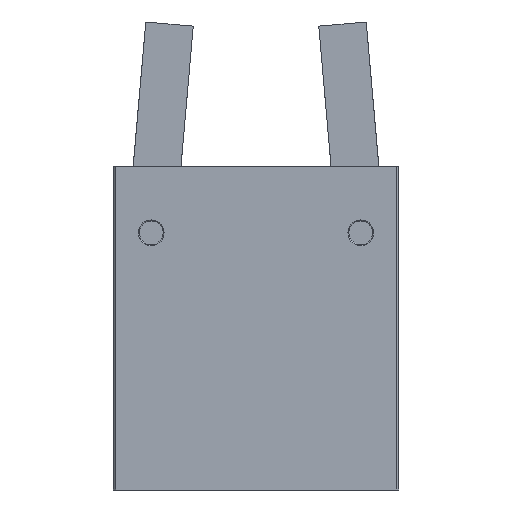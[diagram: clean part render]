
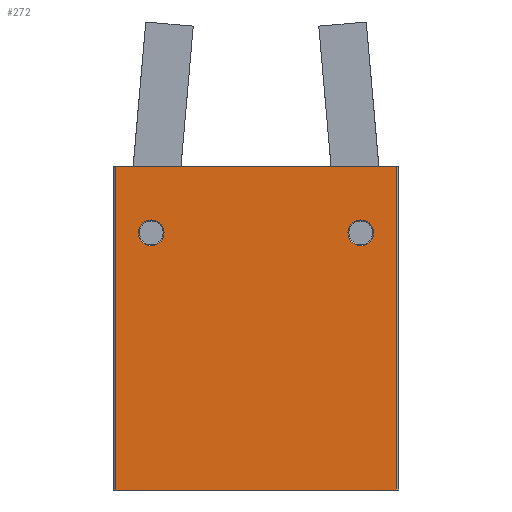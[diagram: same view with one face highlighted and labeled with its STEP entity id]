
A CAD part, left-side view. The second image highlights one B-rep face of the part: STEP entity #272.
In plain terms, the highlighted face is planar.
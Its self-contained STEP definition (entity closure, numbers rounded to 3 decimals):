
#272 = ADVANCED_FACE( '', ( #600, #601, #602 ), #603, .F. );
#600 = FACE_BOUND( '', #1014, .T. );
#601 = FACE_BOUND( '', #1015, .T. );
#602 = FACE_OUTER_BOUND( '', #1016, .T. );
#603 = PLANE( '', #1017 );
#1014 = EDGE_LOOP( '', ( #1582 ) );
#1015 = EDGE_LOOP( '', ( #1583 ) );
#1016 = EDGE_LOOP( '', ( #1584, #1585, #1586, #1587 ) );
#1017 = AXIS2_PLACEMENT_3D( '', #1588, #1589, #1590 );
#1582 = ORIENTED_EDGE( '', *, *, #2215, .F. );
#1583 = ORIENTED_EDGE( '', *, *, #2233, .F. );
#1584 = ORIENTED_EDGE( '', *, *, #2348, .T. );
#1585 = ORIENTED_EDGE( '', *, *, #2349, .F. );
#1586 = ORIENTED_EDGE( '', *, *, #2350, .F. );
#1587 = ORIENTED_EDGE( '', *, *, #2351, .T. );
#1588 = CARTESIAN_POINT( '', ( 68., 29.5, 20. ) );
#1589 = DIRECTION( '', ( 0., 0., -1. ) );
#1590 = DIRECTION( '', ( -1., 0., 0. ) );
#2215 = EDGE_CURVE( '', #2592, #2592, #2593, .T. );
#2233 = EDGE_CURVE( '', #2624, #2624, #2625, .T. );
#2348 = EDGE_CURVE( '', #2811, #2812, #2813, .T. );
#2349 = EDGE_CURVE( '', #2814, #2812, #2815, .T. );
#2350 = EDGE_CURVE( '', #2816, #2814, #2817, .T. );
#2351 = EDGE_CURVE( '', #2816, #2811, #2818, .T. );
#2592 = VERTEX_POINT( '', #3128 );
#2593 = CIRCLE( '', #3129, 2.7 );
#2624 = VERTEX_POINT( '', #3168 );
#2625 = CIRCLE( '', #3169, 2.7 );
#2811 = VERTEX_POINT( '', #3430 );
#2812 = VERTEX_POINT( '', #3431 );
#2813 = LINE( '', #3432, #3433 );
#2814 = VERTEX_POINT( '', #3434 );
#2815 = LINE( '', #3435, #3436 );
#2816 = VERTEX_POINT( '', #3437 );
#2817 = LINE( '', #3438, #3439 );
#2818 = LINE( '', #3440, #3441 );
#3128 = CARTESIAN_POINT( '', ( 16.7, 22., 20. ) );
#3129 = AXIS2_PLACEMENT_3D( '', #3820, #3821, #3822 );
#3168 = CARTESIAN_POINT( '', ( 16.7, -22., 20. ) );
#3169 = AXIS2_PLACEMENT_3D( '', #3846, #3847, #3848 );
#3430 = CARTESIAN_POINT( '', ( 0., 29.5, 20. ) );
#3431 = CARTESIAN_POINT( '', ( 0., -29.5, 20. ) );
#3432 = CARTESIAN_POINT( '', ( 0., 29.5, 20. ) );
#3433 = VECTOR( '', #3992, 1000. );
#3434 = CARTESIAN_POINT( '', ( 68., -29.5, 20. ) );
#3435 = CARTESIAN_POINT( '', ( 68., -29.5, 20. ) );
#3436 = VECTOR( '', #3993, 1000. );
#3437 = CARTESIAN_POINT( '', ( 68., 29.5, 20. ) );
#3438 = CARTESIAN_POINT( '', ( 68., 29.5, 20. ) );
#3439 = VECTOR( '', #3994, 1000. );
#3440 = CARTESIAN_POINT( '', ( 68., 29.5, 20. ) );
#3441 = VECTOR( '', #3995, 1000. );
#3820 = CARTESIAN_POINT( '', ( 14., 22., 20. ) );
#3821 = DIRECTION( '', ( 0., 0., 1. ) );
#3822 = DIRECTION( '', ( 1., 0., 0. ) );
#3846 = CARTESIAN_POINT( '', ( 14., -22., 20. ) );
#3847 = DIRECTION( '', ( 0., 0., 1. ) );
#3848 = DIRECTION( '', ( 1., 0., 0. ) );
#3992 = DIRECTION( '', ( 0., -1., 0. ) );
#3993 = DIRECTION( '', ( -1., 0., 0. ) );
#3994 = DIRECTION( '', ( 0., -1., 0. ) );
#3995 = DIRECTION( '', ( -1., 0., 0. ) );
